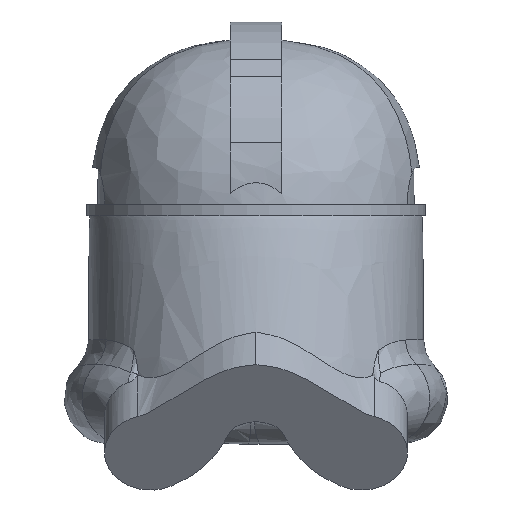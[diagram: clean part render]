
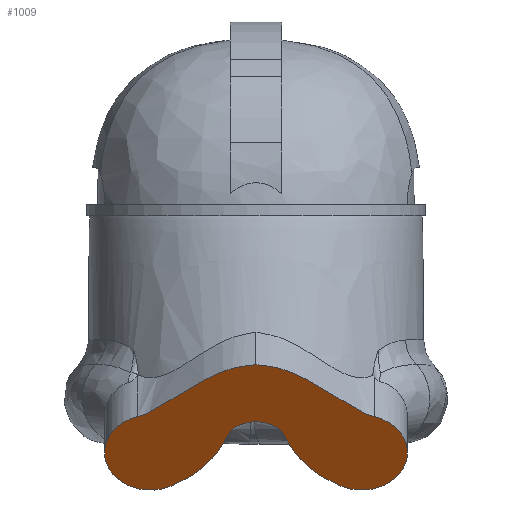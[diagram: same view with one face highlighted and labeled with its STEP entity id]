
A CAD part, front view. The second image highlights one B-rep face of the part: STEP entity #1009.
In plain terms, the highlighted planar face has unit normal (0, -0.814, -0.581).
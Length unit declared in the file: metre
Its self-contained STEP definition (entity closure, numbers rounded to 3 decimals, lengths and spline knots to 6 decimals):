
#78=CIRCLE('',#1091,0.001588);
#80=CIRCLE('',#1095,0.001226);
#81=CIRCLE('',#1097,0.001588);
#175=B_SPLINE_CURVE_WITH_KNOTS('',3,(#4282,#4283,#4284,#4285,#4286,#4287,
#4288),.UNSPECIFIED.,.F.,.F.,(4,1,1,1,4),(0.086345,0.265611,
0.56072,0.774811,0.870108),.UNSPECIFIED.);
#177=B_SPLINE_CURVE_WITH_KNOTS('',3,(#4320,#4321,#4322,#4323,#4324,#4325,
#4326),.UNSPECIFIED.,.F.,.F.,(4,1,1,1,4),(0.086345,0.265611,
0.56072,0.774811,0.870108),.UNSPECIFIED.);
#180=B_SPLINE_CURVE_WITH_KNOTS('',3,(#4356,#4357,#4358,#4359,#4360,#4361,
#4362),.UNSPECIFIED.,.F.,.F.,(4,1,1,1,4),(0.,0.203097,0.437198,
0.72665,0.992793),.UNSPECIFIED.);
#182=B_SPLINE_CURVE_WITH_KNOTS('',3,(#4381,#4382,#4383,#4384,#4385,#4386,
#4387),.UNSPECIFIED.,.F.,.F.,(4,1,1,1,4),(0.,0.203097,0.437198,
0.72665,0.992793),.UNSPECIFIED.);
#443=ORIENTED_EDGE('',*,*,#636,.T.);
#444=ORIENTED_EDGE('',*,*,#640,.T.);
#445=ORIENTED_EDGE('',*,*,#643,.F.);
#446=ORIENTED_EDGE('',*,*,#645,.F.);
#447=ORIENTED_EDGE('',*,*,#648,.F.);
#448=ORIENTED_EDGE('',*,*,#651,.F.);
#449=ORIENTED_EDGE('',*,*,#653,.T.);
#636=EDGE_CURVE('',#758,#761,#78,.T.);
#640=EDGE_CURVE('',#761,#763,#175,.T.);
#643=EDGE_CURVE('',#764,#763,#80,.T.);
#645=EDGE_CURVE('',#765,#764,#177,.T.);
#648=EDGE_CURVE('',#767,#765,#81,.T.);
#651=EDGE_CURVE('',#768,#767,#180,.T.);
#653=EDGE_CURVE('',#768,#758,#182,.T.);
#758=VERTEX_POINT('',#4241);
#761=VERTEX_POINT('',#4250);
#763=VERTEX_POINT('',#4281);
#764=VERTEX_POINT('',#4298);
#765=VERTEX_POINT('',#4319);
#767=VERTEX_POINT('',#4334);
#768=VERTEX_POINT('',#4355);
#872=EDGE_LOOP('',(#443,#444,#445,#446,#447,#448,#449));
#936=FACE_BOUND('',#872,.T.);
#962=PLANE('',#1098);
#1009=ADVANCED_FACE('',(#936),#962,.T.);
#1091=AXIS2_PLACEMENT_3D('',#4251,#1182,#1183);
#1095=AXIS2_PLACEMENT_3D('',#4299,#1192,#1193);
#1097=AXIS2_PLACEMENT_3D('',#4335,#1198,#1199);
#1098=AXIS2_PLACEMENT_3D('',#4388,#1201,#1202);
#1182=DIRECTION('',(0.,-0.814,-0.581));
#1183=DIRECTION('',(0.,0.581,-0.814));
#1192=DIRECTION('',(0.,-0.814,-0.581));
#1193=DIRECTION('',(0.,0.581,-0.814));
#1198=DIRECTION('',(0.,0.814,0.581));
#1199=DIRECTION('',(0.,0.581,-0.814));
#1201=DIRECTION('',(0.,-0.814,-0.581));
#1202=DIRECTION('',(1.,0.,0.));
#4241=CARTESIAN_POINT('',(-0.004071,-0.007566,-0.007298));
#4250=CARTESIAN_POINT('',(-0.002728,-0.005923,-0.009602));
#4251=CARTESIAN_POINT('',(-0.003633,-0.00668,-0.00854));
#4281=CARTESIAN_POINT('',(-0.0005,-0.007374,-0.007567));
#4282=CARTESIAN_POINT('',(-0.002728,-0.005923,-0.009602));
#4283=CARTESIAN_POINT('',(-0.002499,-0.005997,-0.009499));
#4284=CARTESIAN_POINT('',(-0.0019,-0.006218,-0.009188));
#4285=CARTESIAN_POINT('',(-0.001092,-0.006842,-0.008313));
#4286=CARTESIAN_POINT('',(-0.000928,-0.007236,-0.007761));
#4287=CARTESIAN_POINT('',(-0.000611,-0.007345,-0.007608));
#4288=CARTESIAN_POINT('',(-0.0005,-0.007374,-0.007567));
#4298=CARTESIAN_POINT('',(0.0005,-0.007374,-0.007567));
#4299=CARTESIAN_POINT('',(0.,-0.006724,-0.008479));
#4319=CARTESIAN_POINT('',(0.002728,-0.005923,-0.009602));
#4320=CARTESIAN_POINT('',(0.002728,-0.005923,-0.009602));
#4321=CARTESIAN_POINT('',(0.002499,-0.005997,-0.009499));
#4322=CARTESIAN_POINT('',(0.0019,-0.006218,-0.009188));
#4323=CARTESIAN_POINT('',(0.001092,-0.006842,-0.008313));
#4324=CARTESIAN_POINT('',(0.000928,-0.007236,-0.007761));
#4325=CARTESIAN_POINT('',(0.000611,-0.007345,-0.007608));
#4326=CARTESIAN_POINT('',(0.0005,-0.007374,-0.007567));
#4334=CARTESIAN_POINT('',(0.004071,-0.007566,-0.007298));
#4335=CARTESIAN_POINT('',(0.003633,-0.00668,-0.00854));
#4355=CARTESIAN_POINT('',(0.,-0.008843,-0.005508));
#4356=CARTESIAN_POINT('',(0.,-0.008843,-0.005508));
#4357=CARTESIAN_POINT('',(0.000248,-0.008821,-0.005538));
#4358=CARTESIAN_POINT('',(0.000783,-0.008784,-0.00559));
#4359=CARTESIAN_POINT('',(0.001716,-0.008523,-0.005956));
#4360=CARTESIAN_POINT('',(0.002905,-0.007982,-0.006715));
#4361=CARTESIAN_POINT('',(0.003666,-0.007639,-0.007196));
#4362=CARTESIAN_POINT('',(0.004071,-0.007566,-0.007298));
#4381=CARTESIAN_POINT('',(0.,-0.008843,-0.005508));
#4382=CARTESIAN_POINT('',(-0.000248,-0.008821,-0.005538));
#4383=CARTESIAN_POINT('',(-0.000783,-0.008784,-0.00559));
#4384=CARTESIAN_POINT('',(-0.001716,-0.008523,-0.005956));
#4385=CARTESIAN_POINT('',(-0.002905,-0.007982,-0.006715));
#4386=CARTESIAN_POINT('',(-0.003666,-0.007639,-0.007196));
#4387=CARTESIAN_POINT('',(-0.004071,-0.007566,-0.007298));
#4388=CARTESIAN_POINT('',(0.,-0.007301,-0.00767));
